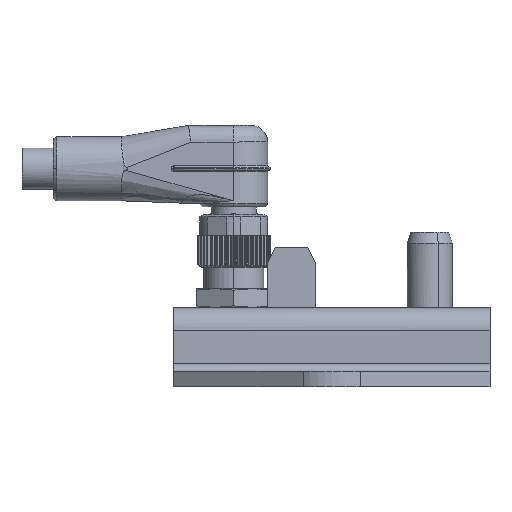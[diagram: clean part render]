
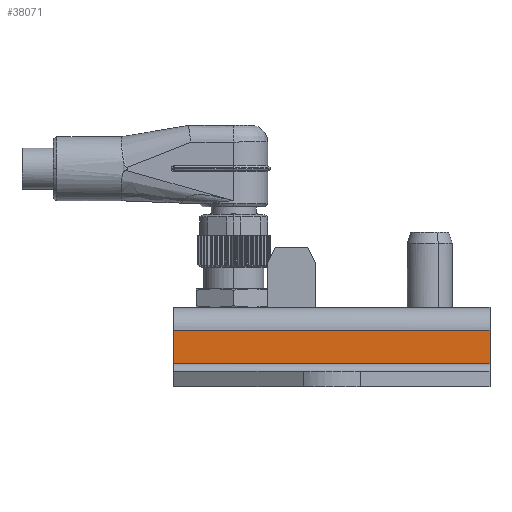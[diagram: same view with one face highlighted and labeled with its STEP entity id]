
A CAD part, front view. The second image highlights one B-rep face of the part: STEP entity #38071.
In plain terms, the highlighted free-form (B-spline) face has degree [1, 1] with [2, 2] control points.
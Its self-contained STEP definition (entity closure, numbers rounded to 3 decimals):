
#37612 = VERTEX_POINT('',#37613);
#37613 = CARTESIAN_POINT('',(-28.551,-40.787,
    4.079));
#37619 = EDGE_CURVE('',#37612,#37620,#37622,.T.);
#37620 = VERTEX_POINT('',#37621);
#37621 = CARTESIAN_POINT('',(-28.551,-40.787,
    10.197));
#37622 = B_SPLINE_CURVE_WITH_KNOTS('',1,(#37623,#37624),.UNSPECIFIED.,
  .F.,.F.,(2,2),(0.,4.5),.PIECEWISE_BEZIER_KNOTS.);
#37623 = CARTESIAN_POINT('',(-28.551,-40.787,
    4.079));
#37624 = CARTESIAN_POINT('',(-28.551,-40.787,
    10.197));
#37738 = VERTEX_POINT('',#37739);
#37739 = CARTESIAN_POINT('',(28.551,-40.787,
    10.197));
#37745 = EDGE_CURVE('',#37738,#37746,#37748,.T.);
#37746 = VERTEX_POINT('',#37747);
#37747 = CARTESIAN_POINT('',(28.551,-40.787,
    4.079));
#37748 = B_SPLINE_CURVE_WITH_KNOTS('',1,(#37749,#37750),.UNSPECIFIED.,
  .F.,.F.,(2,2),(0.,4.5),.PIECEWISE_BEZIER_KNOTS.);
#37749 = CARTESIAN_POINT('',(28.551,-40.787,
    10.197));
#37750 = CARTESIAN_POINT('',(28.551,-40.787,
    4.079));
#38040 = EDGE_CURVE('',#37612,#37746,#38041,.T.);
#38041 = B_SPLINE_CURVE_WITH_KNOTS('',1,(#38042,#38043),.UNSPECIFIED.,
  .F.,.F.,(2,2),(0.,42.),.PIECEWISE_BEZIER_KNOTS.);
#38042 = CARTESIAN_POINT('',(-28.551,-40.787,
    4.079));
#38043 = CARTESIAN_POINT('',(28.551,-40.787,
    4.079));
#38071 = ADVANCED_FACE('',(#38072),#38082,.T.);
#38072 = FACE_BOUND('',#38073,.T.);
#38073 = EDGE_LOOP('',(#38074,#38075,#38076,#38081));
#38074 = ORIENTED_EDGE('',*,*,#38040,.T.);
#38075 = ORIENTED_EDGE('',*,*,#37745,.F.);
#38076 = ORIENTED_EDGE('',*,*,#38077,.F.);
#38077 = EDGE_CURVE('',#37620,#37738,#38078,.T.);
#38078 = B_SPLINE_CURVE_WITH_KNOTS('',1,(#38079,#38080),.UNSPECIFIED.,
  .F.,.F.,(2,2),(0.,42.),.PIECEWISE_BEZIER_KNOTS.);
#38079 = CARTESIAN_POINT('',(-28.551,-40.787,
    10.197));
#38080 = CARTESIAN_POINT('',(28.551,-40.787,
    10.197));
#38081 = ORIENTED_EDGE('',*,*,#37619,.F.);
#38082 = B_SPLINE_SURFACE_WITH_KNOTS('',1,1,(
    (#38083,#38084)
    ,(#38085,#38086
    )),.UNSPECIFIED.,.F.,.F.,.F.,(2,2),(2,2),(0.,4.5),(0.,42.),
  .PIECEWISE_BEZIER_KNOTS.);
#38083 = CARTESIAN_POINT('',(-28.551,-40.787,
    10.197));
#38084 = CARTESIAN_POINT('',(28.551,-40.787,
    10.197));
#38085 = CARTESIAN_POINT('',(-28.551,-40.787,
    4.079));
#38086 = CARTESIAN_POINT('',(28.551,-40.787,
    4.079));
